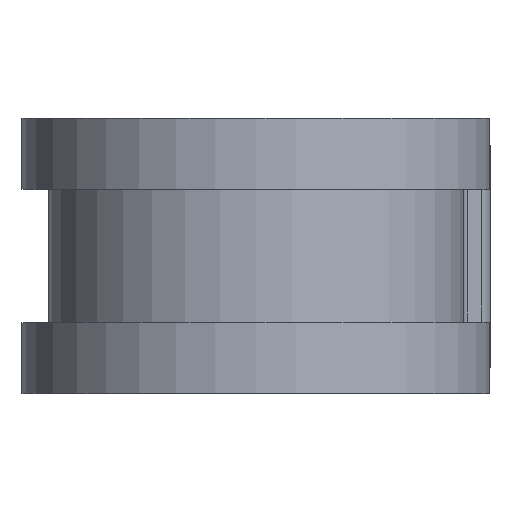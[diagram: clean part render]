
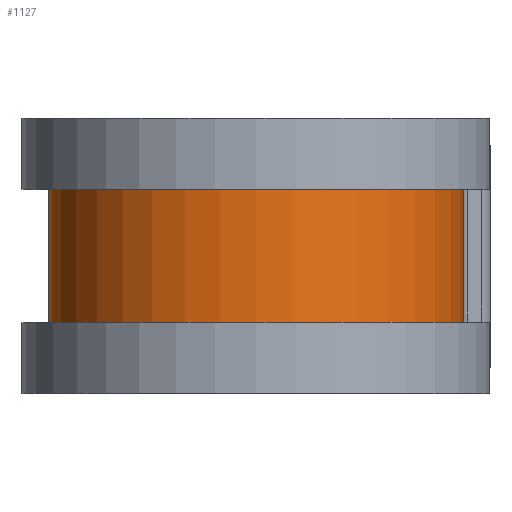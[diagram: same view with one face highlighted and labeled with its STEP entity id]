
A CAD part, top view. The second image highlights one B-rep face of the part: STEP entity #1127.
In plain terms, the highlighted cylindrical face has radius 11.862 mm (diameter 23.724 mm), a partial arc.
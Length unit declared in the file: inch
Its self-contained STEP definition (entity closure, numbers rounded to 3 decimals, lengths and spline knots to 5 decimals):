
#38 = CARTESIAN_POINT ( 'NONE',  ( 0., 0.15, 0. ) ) ;
#53 = DIRECTION ( 'NONE',  ( 0., 0., -1. ) ) ;
#57 = CARTESIAN_POINT ( 'NONE',  ( 0., 0.25, -0.467 ) ) ;
#183 = DIRECTION ( 'NONE',  ( 0., 0., -1. ) ) ;
#331 = AXIS2_PLACEMENT_3D ( 'NONE', #1471, #937, #53 ) ;
#333 = CARTESIAN_POINT ( 'NONE',  ( 0.467, 0.25, 0. ) ) ;
#348 = ORIENTED_EDGE ( 'NONE', *, *, #789, .T. ) ;
#422 = EDGE_CURVE ( 'NONE', #1196, #1652, #1365, .T. ) ;
#437 = VECTOR ( 'NONE', #1597, 39.37008 ) ;
#473 = CYLINDRICAL_SURFACE ( 'NONE', #331, 0.467 ) ;
#536 = AXIS2_PLACEMENT_3D ( 'NONE', #1319, #1437, #1558 ) ;
#589 = CIRCLE ( 'NONE', #828, 0.467 ) ;
#662 = EDGE_LOOP ( 'NONE', ( #806, #832, #348, #986 ) ) ;
#732 = VERTEX_POINT ( 'NONE', #838 ) ;
#789 = EDGE_CURVE ( 'NONE', #732, #1652, #1119, .T. ) ;
#806 = ORIENTED_EDGE ( 'NONE', *, *, #1180, .F. ) ;
#828 = AXIS2_PLACEMENT_3D ( 'NONE', #38, #1075, #183 ) ;
#832 = ORIENTED_EDGE ( 'NONE', *, *, #1653, .T. ) ;
#838 = CARTESIAN_POINT ( 'NONE',  ( 0., 0.15, -0.467 ) ) ;
#846 = LINE ( 'NONE', #333, #437 ) ;
#937 = DIRECTION ( 'NONE',  ( 0., -1., 0. ) ) ;
#986 = ORIENTED_EDGE ( 'NONE', *, *, #422, .F. ) ;
#1071 = CARTESIAN_POINT ( 'NONE',  ( 0., -0.15, -0.467 ) ) ;
#1075 = DIRECTION ( 'NONE',  ( 0., -1., 0. ) ) ;
#1119 = LINE ( 'NONE', #57, #1708 ) ;
#1127 = ADVANCED_FACE ( 'NONE', ( #1289 ), #473, .T. ) ;
#1180 = EDGE_CURVE ( 'NONE', #1402, #1196, #846, .T. ) ;
#1196 = VERTEX_POINT ( 'NONE', #1236 ) ;
#1236 = CARTESIAN_POINT ( 'NONE',  ( 0.467, -0.15, 0. ) ) ;
#1289 = FACE_OUTER_BOUND ( 'NONE', #662, .T. ) ;
#1319 = CARTESIAN_POINT ( 'NONE',  ( 0., -0.15, 0. ) ) ;
#1365 = CIRCLE ( 'NONE', #536, 0.467 ) ;
#1402 = VERTEX_POINT ( 'NONE', #1639 ) ;
#1437 = DIRECTION ( 'NONE',  ( 0., -1., 0. ) ) ;
#1471 = CARTESIAN_POINT ( 'NONE',  ( 0., 0.25, 0. ) ) ;
#1558 = DIRECTION ( 'NONE',  ( 0., 0., -1. ) ) ;
#1597 = DIRECTION ( 'NONE',  ( 0., -1., 0. ) ) ;
#1622 = DIRECTION ( 'NONE',  ( 0., -1., 0. ) ) ;
#1639 = CARTESIAN_POINT ( 'NONE',  ( 0.467, 0.15, 0. ) ) ;
#1652 = VERTEX_POINT ( 'NONE', #1071 ) ;
#1653 = EDGE_CURVE ( 'NONE', #1402, #732, #589, .T. ) ;
#1708 = VECTOR ( 'NONE', #1622, 39.37008 ) ;
